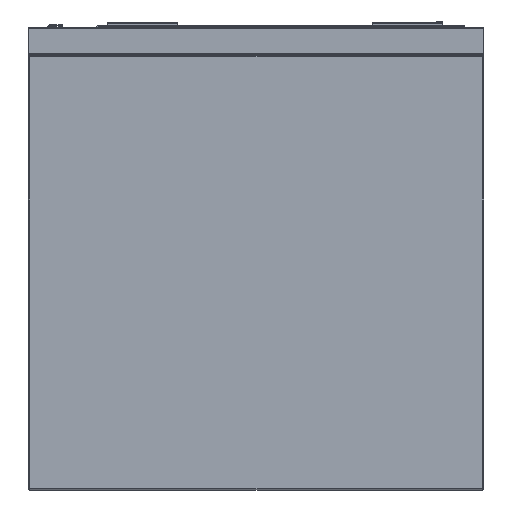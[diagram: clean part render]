
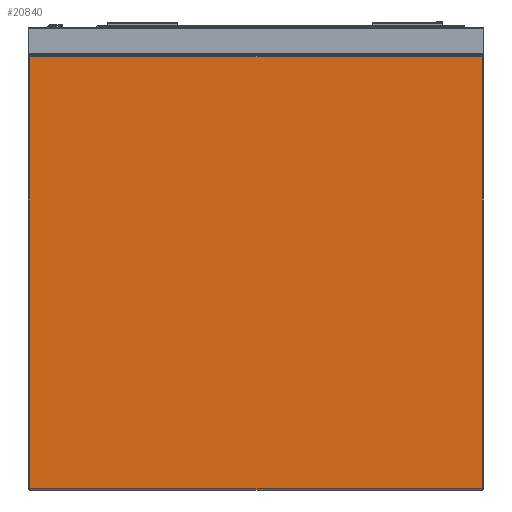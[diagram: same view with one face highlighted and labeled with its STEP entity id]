
A CAD part, left-side view. The second image highlights one B-rep face of the part: STEP entity #20840.
In plain terms, the highlighted planar face has unit normal (-1, 0, 0).
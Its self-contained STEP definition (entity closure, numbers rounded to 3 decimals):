
#1212 = EDGE_CURVE ( 'NONE', #22569, #29748, #28779, .T. ) ;
#4721 = ORIENTED_EDGE ( 'NONE', *, *, #24526, .T. ) ;
#4738 = CARTESIAN_POINT ( 'NONE',  ( -880., -323., -658. ) ) ;
#5347 = LINE ( 'NONE', #13225, #20076 ) ;
#6085 = CARTESIAN_POINT ( 'NONE',  ( -880., -323., -42. ) ) ;
#6330 = CARTESIAN_POINT ( 'NONE',  ( -880., 323., -658. ) ) ;
#6580 = VECTOR ( 'NONE', #8781, 1000. ) ;
#7881 = DIRECTION ( 'NONE',  ( 0., -1., 0. ) ) ;
#8383 = EDGE_CURVE ( 'NONE', #36168, #22199, #5347, .T. ) ;
#8591 = LINE ( 'NONE', #14011, #6580 ) ;
#8781 = DIRECTION ( 'NONE',  ( 0., 1., 0. ) ) ;
#12699 = VECTOR ( 'NONE', #34734, 1000. ) ;
#13225 = CARTESIAN_POINT ( 'NONE',  ( -880., -323., -660. ) ) ;
#13833 = EDGE_CURVE ( 'NONE', #29748, #36168, #30604, .T. ) ;
#14011 = CARTESIAN_POINT ( 'NONE',  ( -880., 325., -42. ) ) ;
#14669 = FACE_OUTER_BOUND ( 'NONE', #22504, .T. ) ;
#17295 = DIRECTION ( 'NONE',  ( -1., 0., 0. ) ) ;
#17957 = ORIENTED_EDGE ( 'NONE', *, *, #8383, .T. ) ;
#18076 = ORIENTED_EDGE ( 'NONE', *, *, #13833, .T. ) ;
#20076 = VECTOR ( 'NONE', #27737, 1000. ) ;
#20840 = ADVANCED_FACE ( 'Fl�che7', ( #14669 ), #29373, .T. ) ;
#22199 = VERTEX_POINT ( 'NONE', #6085 ) ;
#22504 = EDGE_LOOP ( 'NONE', ( #17957, #4721, #26285, #18076 ) ) ;
#22569 = VERTEX_POINT ( 'NONE', #33073 ) ;
#24526 = EDGE_CURVE ( 'NONE', #22199, #22569, #8591, .T. ) ;
#26049 = DIRECTION ( 'NONE',  ( 0., 0., 1. ) ) ;
#26285 = ORIENTED_EDGE ( 'NONE', *, *, #1212, .T. ) ;
#27279 = CARTESIAN_POINT ( 'NONE',  ( -880., -325., -658. ) ) ;
#27737 = DIRECTION ( 'NONE',  ( 0., 0., 1. ) ) ;
#28779 = LINE ( 'NONE', #31379, #12699 ) ;
#29373 = PLANE ( 'NONE',  #31448 ) ;
#29748 = VERTEX_POINT ( 'NONE', #6330 ) ;
#30604 = LINE ( 'NONE', #27279, #30934 ) ;
#30934 = VECTOR ( 'NONE', #7881, 1000. ) ;
#31379 = CARTESIAN_POINT ( 'NONE',  ( -880., 323., -660. ) ) ;
#31448 = AXIS2_PLACEMENT_3D ( 'NONE', #31964, #17295, #26049 ) ;
#31964 = CARTESIAN_POINT ( 'NONE',  ( -880., -325., -660. ) ) ;
#33073 = CARTESIAN_POINT ( 'NONE',  ( -880., 323., -42. ) ) ;
#34734 = DIRECTION ( 'NONE',  ( 0., 0., -1. ) ) ;
#36168 = VERTEX_POINT ( 'NONE', #4738 ) ;
